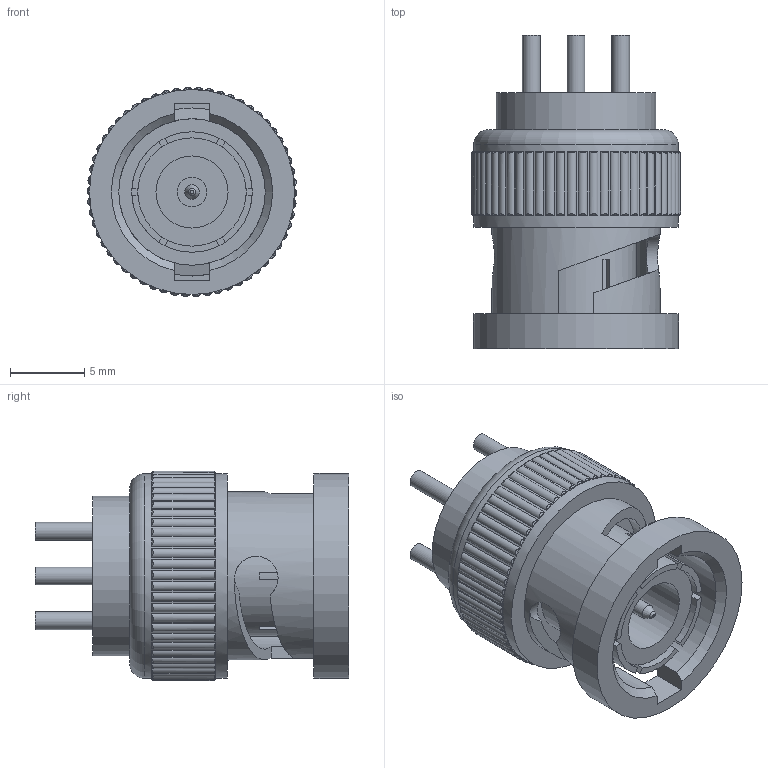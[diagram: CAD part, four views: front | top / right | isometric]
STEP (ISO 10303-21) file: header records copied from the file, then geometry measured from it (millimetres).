
FILE_DESCRIPTION(/* description */ (''),/* implementation_level */ '2;1');
FILE_NAME(/* name */ 'User Library-BNC MALE v2.step',/* time_stamp */ '2022-12-12T01:01:13+01:00',/* author */ (''),/* organization */ (''),/* preprocessor_version */ 'ST-DEVELOPER v19.2',/* originating_system */ 'Autodesk Translation Framework v11.17.0.187',/* authorisation */ '');
FILE_SCHEMA (('AUTOMOTIVE_DESIGN { 1 0 10303 214 3 1 1 }'));
Length unit declared in the file: millimetre
Products named in the file (1): User Library-BNC MALE
Bounding box: 14.13 x 21.15 x 14.12 mm (x, y, z)
Volume: 1729.1 mm3; surface area: 1734.7 mm2
Topology: 1 solids, 1 shells, 381 faces, 919 edges, 607 vertices
Faces by surface type: plane 288, cylinder 88, cone 3, bspline 1, torus 1
Full cylindrical faces by diameter (mm): 1 x1, 1.2 x5, 2 x1, 4.86 x1, 5.38 x1, 8.13 x1, 9.88 x1, 10.76 x1, 11.34 x1, 11.88 x1, 13.81 x1, 13.84 x1
Entity records: 11570 total; most frequent: DIRECTION 2232, CARTESIAN_POINT 2046, ORIENTED_EDGE 1838, AXIS2_PLACEMENT_3D 940, EDGE_CURVE 919, VERTEX_POINT 607, EDGE_LOOP 452, CIRCLE 425
